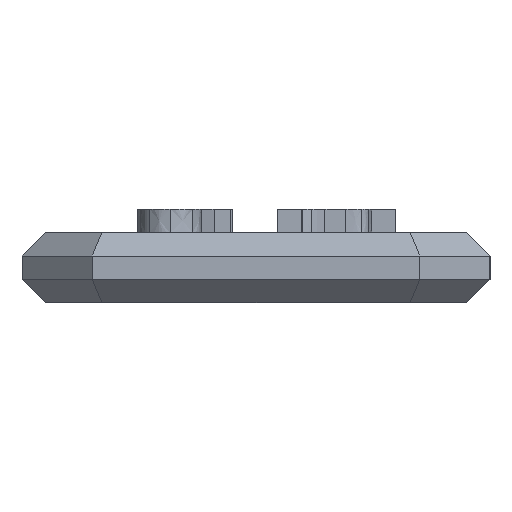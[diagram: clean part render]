
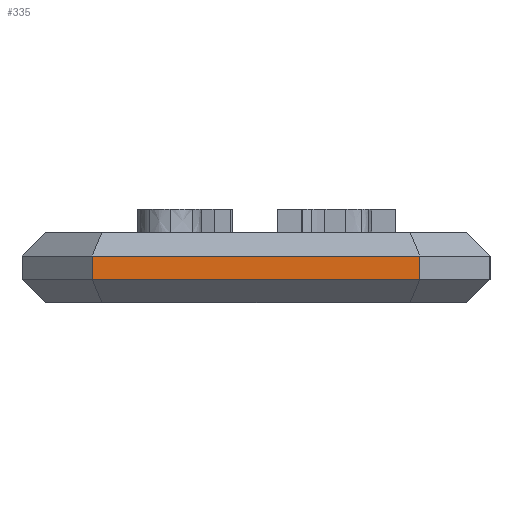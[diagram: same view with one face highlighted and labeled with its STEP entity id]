
A CAD part, left-side view. The second image highlights one B-rep face of the part: STEP entity #335.
In plain terms, the highlighted planar face has unit normal (-1, 0, 0).
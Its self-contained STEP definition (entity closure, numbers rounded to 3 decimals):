
#335=ADVANCED_FACE('',(#2356),#2358,.T.);
#2356=FACE_BOUND('',#2357,.T.);
#2357=EDGE_LOOP('',(#5155,#5156,#5157,#5158));
#2358=PLANE('',#2359);
#2359=AXIS2_PLACEMENT_3D('',#2360,#2361,#2362);
#2360=CARTESIAN_POINT('',(-30.,10.,0.));
#2361=DIRECTION('',(-1.,0.,0.));
#2362=DIRECTION('',(0.,-1.,0.));
#5155=ORIENTED_EDGE('',*,*,#6523,.T.);
#5156=ORIENTED_EDGE('',*,*,#7085,.T.);
#5157=ORIENTED_EDGE('',*,*,#6548,.F.);
#5158=ORIENTED_EDGE('',*,*,#7086,.F.);
#6523=EDGE_CURVE('',#7974,#7975,#7976,.T.);
#6548=EDGE_CURVE('',#8009,#8012,#8013,.T.);
#7085=EDGE_CURVE('',#7975,#8012,#8817,.T.);
#7086=EDGE_CURVE('',#7974,#8009,#8818,.T.);
#7974=VERTEX_POINT('',#10486);
#7975=VERTEX_POINT('',#10487);
#7976=LINE('',#10488,#10489);
#8009=VERTEX_POINT('',#10567);
#8012=VERTEX_POINT('',#10574);
#8013=LINE('',#10575,#10576);
#8817=LINE('',#12453,#12454);
#8818=LINE('',#12456,#12457);
#10486=CARTESIAN_POINT('',(-30.,7.,1.));
#10487=CARTESIAN_POINT('',(-30.,-7.,1.));
#10488=CARTESIAN_POINT('',(-30.,7.,1.));
#10489=VECTOR('',#10490,1.);
#10490=DIRECTION('',(0.,-1.,0.));
#10567=CARTESIAN_POINT('',(-30.,7.,2.));
#10574=CARTESIAN_POINT('',(-30.,-7.,2.));
#10575=CARTESIAN_POINT('',(-30.,7.,2.));
#10576=VECTOR('',#10577,1.);
#10577=DIRECTION('',(0.,-1.,0.));
#12453=CARTESIAN_POINT('',(-30.,-7.,1.));
#12454=VECTOR('',#12455,1.);
#12455=DIRECTION('',(0.,0.,1.));
#12456=CARTESIAN_POINT('',(-30.,7.,1.));
#12457=VECTOR('',#12458,1.);
#12458=DIRECTION('',(0.,0.,1.));
